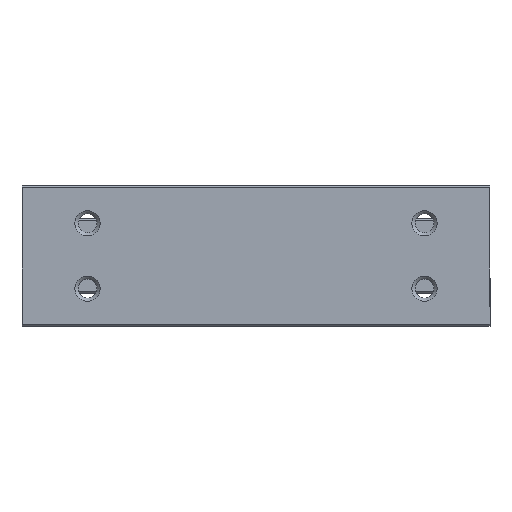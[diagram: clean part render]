
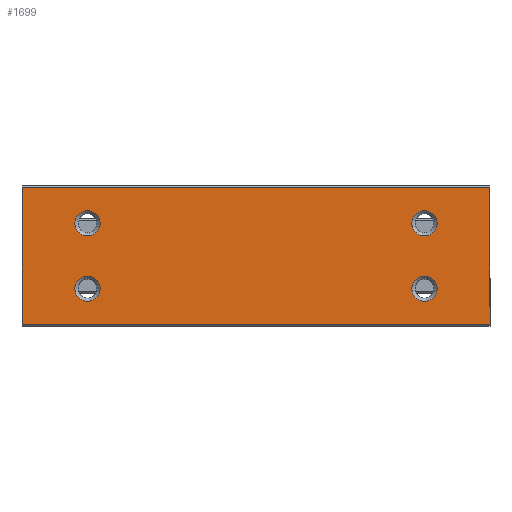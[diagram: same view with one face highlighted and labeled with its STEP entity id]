
A CAD part, top view. The second image highlights one B-rep face of the part: STEP entity #1699.
In plain terms, the highlighted planar face has unit normal (0, 0, 1).
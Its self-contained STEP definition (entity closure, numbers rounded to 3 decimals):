
#95=FACE_BOUND('',#252,.T.);
#96=FACE_BOUND('',#253,.T.);
#97=FACE_BOUND('',#254,.T.);
#98=FACE_BOUND('',#255,.T.);
#139=CIRCLE('',#1846,1.35);
#140=CIRCLE('',#1847,1.35);
#141=CIRCLE('',#1848,1.35);
#142=CIRCLE('',#1849,1.35);
#143=CIRCLE('',#1850,1.35);
#144=CIRCLE('',#1851,1.35);
#145=CIRCLE('',#1852,1.35);
#146=CIRCLE('',#1853,1.35);
#187=FACE_OUTER_BOUND('',#251,.T.);
#251=EDGE_LOOP('',(#1275,#1276,#1277,#1278));
#252=EDGE_LOOP('',(#1279,#1280));
#253=EDGE_LOOP('',(#1281,#1282));
#254=EDGE_LOOP('',(#1283,#1284));
#255=EDGE_LOOP('',(#1285,#1286));
#362=LINE('',#2458,#537);
#370=LINE('',#2474,#545);
#372=LINE('',#2478,#547);
#373=LINE('',#2479,#548);
#537=VECTOR('',#2054,10.);
#545=VECTOR('',#2068,10.);
#547=VECTOR('',#2072,10.);
#548=VECTOR('',#2073,10.);
#714=VERTEX_POINT('',#2455);
#715=VERTEX_POINT('',#2457);
#720=VERTEX_POINT('',#2472);
#721=VERTEX_POINT('',#2477);
#722=VERTEX_POINT('',#2480);
#723=VERTEX_POINT('',#2481);
#724=VERTEX_POINT('',#2484);
#725=VERTEX_POINT('',#2485);
#726=VERTEX_POINT('',#2488);
#727=VERTEX_POINT('',#2489);
#728=VERTEX_POINT('',#2492);
#729=VERTEX_POINT('',#2493);
#946=EDGE_CURVE('',#714,#715,#362,.T.);
#954=EDGE_CURVE('',#720,#714,#370,.T.);
#956=EDGE_CURVE('',#721,#720,#372,.T.);
#957=EDGE_CURVE('',#715,#721,#373,.T.);
#958=EDGE_CURVE('',#722,#723,#139,.T.);
#959=EDGE_CURVE('',#723,#722,#140,.T.);
#960=EDGE_CURVE('',#724,#725,#141,.T.);
#961=EDGE_CURVE('',#725,#724,#142,.T.);
#962=EDGE_CURVE('',#726,#727,#143,.T.);
#963=EDGE_CURVE('',#727,#726,#144,.T.);
#964=EDGE_CURVE('',#728,#729,#145,.T.);
#965=EDGE_CURVE('',#729,#728,#146,.T.);
#1275=ORIENTED_EDGE('',*,*,#954,.F.);
#1276=ORIENTED_EDGE('',*,*,#956,.F.);
#1277=ORIENTED_EDGE('',*,*,#957,.F.);
#1278=ORIENTED_EDGE('',*,*,#946,.F.);
#1279=ORIENTED_EDGE('',*,*,#958,.T.);
#1280=ORIENTED_EDGE('',*,*,#959,.T.);
#1281=ORIENTED_EDGE('',*,*,#960,.T.);
#1282=ORIENTED_EDGE('',*,*,#961,.T.);
#1283=ORIENTED_EDGE('',*,*,#962,.T.);
#1284=ORIENTED_EDGE('',*,*,#963,.T.);
#1285=ORIENTED_EDGE('',*,*,#964,.T.);
#1286=ORIENTED_EDGE('',*,*,#965,.T.);
#1649=PLANE('',#1845);
#1699=ADVANCED_FACE('',(#187,#95,#96,#97,#98),#1649,.T.);
#1845=AXIS2_PLACEMENT_3D('',#2476,#2070,#2071);
#1846=AXIS2_PLACEMENT_3D('',#2482,#2074,#2075);
#1847=AXIS2_PLACEMENT_3D('',#2483,#2076,#2077);
#1848=AXIS2_PLACEMENT_3D('',#2486,#2078,#2079);
#1849=AXIS2_PLACEMENT_3D('',#2487,#2080,#2081);
#1850=AXIS2_PLACEMENT_3D('',#2490,#2082,#2083);
#1851=AXIS2_PLACEMENT_3D('',#2491,#2084,#2085);
#1852=AXIS2_PLACEMENT_3D('',#2494,#2086,#2087);
#1853=AXIS2_PLACEMENT_3D('',#2495,#2088,#2089);
#2054=DIRECTION('',(0.,1.,0.));
#2068=DIRECTION('',(-1.,0.,0.));
#2070=DIRECTION('center_axis',(0.,0.,1.));
#2071=DIRECTION('ref_axis',(0.,-1.,0.));
#2072=DIRECTION('',(0.,-1.,0.));
#2073=DIRECTION('',(1.,0.,0.));
#2074=DIRECTION('center_axis',(0.,0.,-1.));
#2075=DIRECTION('ref_axis',(1.,0.,0.));
#2076=DIRECTION('center_axis',(0.,0.,-1.));
#2077=DIRECTION('ref_axis',(1.,0.,0.));
#2078=DIRECTION('center_axis',(0.,0.,-1.));
#2079=DIRECTION('ref_axis',(1.,0.,0.));
#2080=DIRECTION('center_axis',(0.,0.,-1.));
#2081=DIRECTION('ref_axis',(1.,0.,0.));
#2082=DIRECTION('center_axis',(0.,0.,-1.));
#2083=DIRECTION('ref_axis',(1.,0.,0.));
#2084=DIRECTION('center_axis',(0.,0.,-1.));
#2085=DIRECTION('ref_axis',(1.,0.,0.));
#2086=DIRECTION('center_axis',(0.,0.,-1.));
#2087=DIRECTION('ref_axis',(1.,0.,0.));
#2088=DIRECTION('center_axis',(0.,0.,-1.));
#2089=DIRECTION('ref_axis',(1.,0.,0.));
#2455=CARTESIAN_POINT('',(-25.,-7.3,5.5));
#2457=CARTESIAN_POINT('',(-25.,7.3,5.5));
#2458=CARTESIAN_POINT('',(-25.,7.5,5.5));
#2472=CARTESIAN_POINT('',(25.,-7.3,5.5));
#2474=CARTESIAN_POINT('',(0.,-7.3,5.5));
#2476=CARTESIAN_POINT('Origin',(0.,7.5,5.5));
#2477=CARTESIAN_POINT('',(25.,7.3,5.5));
#2478=CARTESIAN_POINT('',(25.,7.5,5.5));
#2479=CARTESIAN_POINT('',(0.,7.3,5.5));
#2480=CARTESIAN_POINT('',(19.35,-3.5,5.5));
#2481=CARTESIAN_POINT('',(16.65,-3.5,5.5));
#2482=CARTESIAN_POINT('Origin',(18.,-3.5,5.5));
#2483=CARTESIAN_POINT('Origin',(18.,-3.5,5.5));
#2484=CARTESIAN_POINT('',(-16.65,-3.5,5.5));
#2485=CARTESIAN_POINT('',(-19.35,-3.5,5.5));
#2486=CARTESIAN_POINT('Origin',(-18.,-3.5,5.5));
#2487=CARTESIAN_POINT('Origin',(-18.,-3.5,5.5));
#2488=CARTESIAN_POINT('',(19.35,3.5,5.5));
#2489=CARTESIAN_POINT('',(16.65,3.5,5.5));
#2490=CARTESIAN_POINT('Origin',(18.,3.5,5.5));
#2491=CARTESIAN_POINT('Origin',(18.,3.5,5.5));
#2492=CARTESIAN_POINT('',(-16.65,3.5,5.5));
#2493=CARTESIAN_POINT('',(-19.35,3.5,5.5));
#2494=CARTESIAN_POINT('Origin',(-18.,3.5,5.5));
#2495=CARTESIAN_POINT('Origin',(-18.,3.5,5.5));
